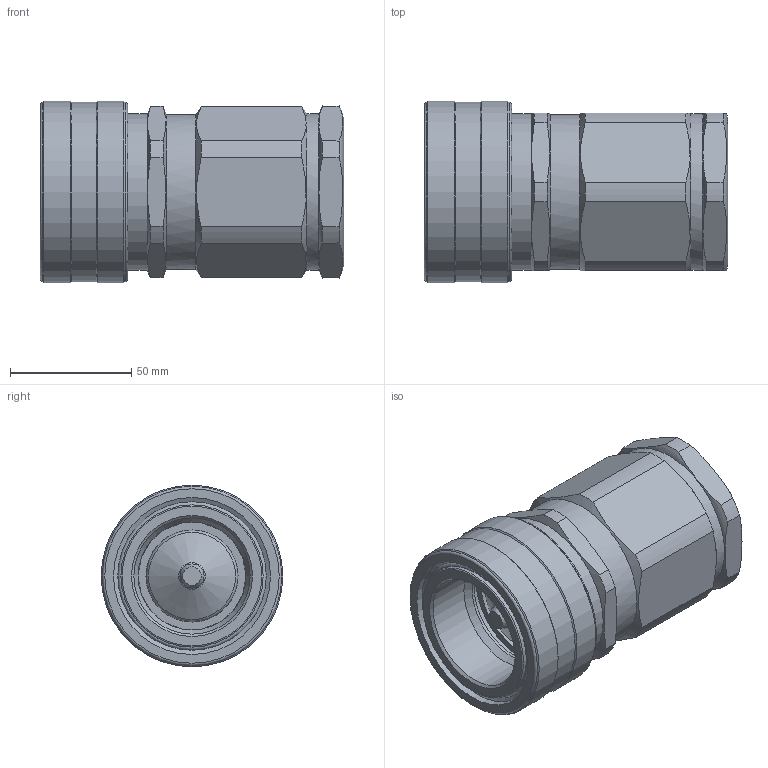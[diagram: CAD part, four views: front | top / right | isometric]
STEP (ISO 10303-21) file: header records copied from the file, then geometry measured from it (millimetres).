
FILE_DESCRIPTION (( 'STEP AP214' ), '1' );
FILE_NAME ('BB30.1106_IC_JV.STEP', '2016-09-22T13:55:10', ( '' ), ( '' ), 'SwSTEP 2.0', 'SolidWorks 2016', '' );
FILE_SCHEMA (( 'AUTOMOTIVE_DESIGN' ));
Length unit declared in the file: millimetre
Products named in the file (1): BB30.1106_IC_JV
Bounding box: 125.05 x 74.89 x 74.89 mm (x, y, z)
Volume: 365101.8 mm3; surface area: 53480.9 mm2
Topology: 1 solids, 1 shells, 89 faces, 207 edges, 127 vertices
Faces by surface type: cylinder 27, plane 27, cone 24, torus 11
Full cylindrical faces by diameter (mm): 9.909 x2, 37.909 x1, 39 x1, 44.385 x1, 47.885 x1, 50.385 x1, 58.585 x1, 63.885 x1, 64.297 x1, 64.5 x1, 64.685 x1, 73.885 x1, 74.885 x2
Entity records: 2690 total; most frequent: CARTESIAN_POINT 872, DIRECTION 374, ORIENTED_EDGE 314, AXIS2_PLACEMENT_3D 175, EDGE_CURVE 157, EDGE_LOOP 140, VERTEX_POINT 121, FACE_OUTER_BOUND 115
